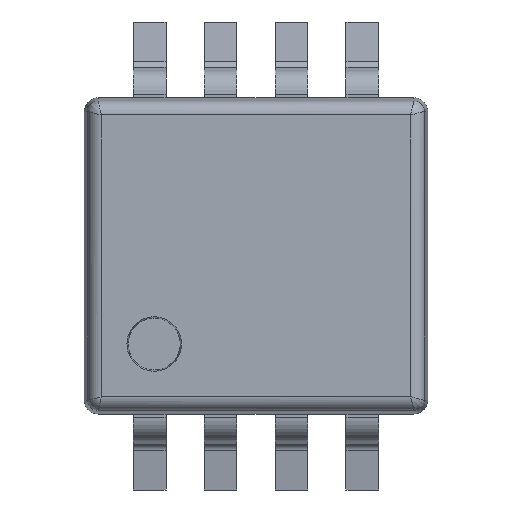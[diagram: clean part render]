
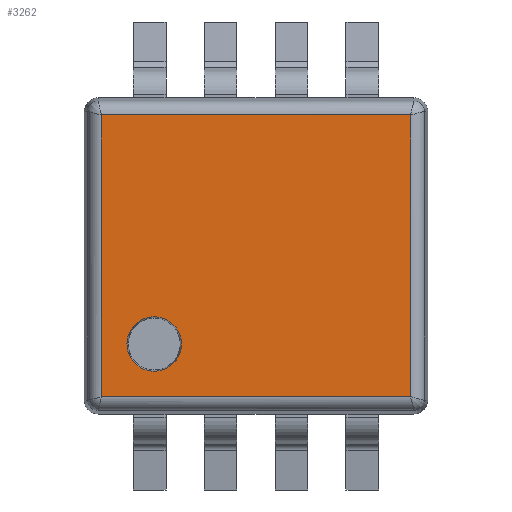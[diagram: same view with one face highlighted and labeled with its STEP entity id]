
A CAD part, top view. The second image highlights one B-rep face of the part: STEP entity #3262.
In plain terms, the highlighted planar face has unit normal (0, 0, 1).
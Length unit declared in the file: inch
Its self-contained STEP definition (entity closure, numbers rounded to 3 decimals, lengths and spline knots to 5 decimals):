
#358 = DIRECTION ( 'NONE',  ( -1., 0., 0. ) ) ;
#428 = CIRCLE ( 'NONE', #4039, 0.00984 ) ;
#448 = CARTESIAN_POINT ( 'NONE',  ( -0.03675, -0.03183, 0.04134 ) ) ;
#619 = CARTESIAN_POINT ( 'NONE',  ( 0.05579, -0.05087, 0.04134 ) ) ;
#1027 = VECTOR ( 'NONE', #6510, 39.37008 ) ;
#1078 = CIRCLE ( 'NONE', #4974, 0.00984 ) ;
#1256 = CARTESIAN_POINT ( 'NONE',  ( -0.05579, -0.05209, 0.04134 ) ) ;
#1694 = DIRECTION ( 'NONE',  ( 1., 0., 0. ) ) ;
#1766 = VERTEX_POINT ( 'NONE', #619 ) ;
#1772 = DIRECTION ( 'NONE',  ( 0., 0., 1. ) ) ;
#1798 = EDGE_CURVE ( 'NONE', #7306, #6349, #1078, .T. ) ;
#1811 = CARTESIAN_POINT ( 'NONE',  ( -0.04659, -0.03183, 0.04134 ) ) ;
#2589 = CARTESIAN_POINT ( 'NONE',  ( 0.05701, -0.05087, 0.04134 ) ) ;
#2616 = CARTESIAN_POINT ( 'NONE',  ( 0.05579, 0.05087, 0.04134 ) ) ;
#2693 = VECTOR ( 'NONE', #2987, 39.37008 ) ;
#2987 = DIRECTION ( 'NONE',  ( 0., -1., 0. ) ) ;
#3095 = DIRECTION ( 'NONE',  ( 1., 0., 0. ) ) ;
#3262 = ADVANCED_FACE ( 'NONE', ( #7460, #7974 ), #5370, .T. ) ;
#3410 = EDGE_CURVE ( 'NONE', #1766, #6538, #6476, .T. ) ;
#3687 = DIRECTION ( 'NONE',  ( 0., 0., 1. ) ) ;
#3728 = CARTESIAN_POINT ( 'NONE',  ( -0.03675, -0.03183, 0.04134 ) ) ;
#3875 = EDGE_CURVE ( 'NONE', #6538, #7180, #6946, .T. ) ;
#4039 = AXIS2_PLACEMENT_3D ( 'NONE', #448, #1772, #3095 ) ;
#4099 = AXIS2_PLACEMENT_3D ( 'NONE', #7933, #6777, #1694 ) ;
#4107 = ORIENTED_EDGE ( 'NONE', *, *, #3410, .T. ) ;
#4741 = EDGE_LOOP ( 'NONE', ( #6697, #5387, #8258, #4107 ) ) ;
#4936 = VECTOR ( 'NONE', #358, 39.37008 ) ;
#4974 = AXIS2_PLACEMENT_3D ( 'NONE', #3728, #3687, #5728 ) ;
#5196 = DIRECTION ( 'NONE',  ( 1., 0., 0. ) ) ;
#5265 = VERTEX_POINT ( 'NONE', #6850 ) ;
#5324 = CARTESIAN_POINT ( 'NONE',  ( -0.02691, -0.03183, 0.04134 ) ) ;
#5370 = PLANE ( 'NONE',  #4099 ) ;
#5387 = ORIENTED_EDGE ( 'NONE', *, *, #6234, .T. ) ;
#5728 = DIRECTION ( 'NONE',  ( 1., 0., 0. ) ) ;
#5857 = CARTESIAN_POINT ( 'NONE',  ( 0.05579, 0.05209, 0.04134 ) ) ;
#6045 = ORIENTED_EDGE ( 'NONE', *, *, #1798, .F. ) ;
#6229 = CARTESIAN_POINT ( 'NONE',  ( -0.05701, 0.05087, 0.04134 ) ) ;
#6234 = EDGE_CURVE ( 'NONE', #7180, #5265, #7011, .T. ) ;
#6349 = VERTEX_POINT ( 'NONE', #5324 ) ;
#6455 = EDGE_CURVE ( 'NONE', #6349, #7306, #428, .T. ) ;
#6476 = LINE ( 'NONE', #5857, #1027 ) ;
#6510 = DIRECTION ( 'NONE',  ( 0., 1., 0. ) ) ;
#6538 = VERTEX_POINT ( 'NONE', #2616 ) ;
#6697 = ORIENTED_EDGE ( 'NONE', *, *, #3875, .T. ) ;
#6777 = DIRECTION ( 'NONE',  ( 0., 0., 1. ) ) ;
#6850 = CARTESIAN_POINT ( 'NONE',  ( -0.05579, -0.05087, 0.04134 ) ) ;
#6946 = LINE ( 'NONE', #6229, #4936 ) ;
#7011 = LINE ( 'NONE', #1256, #2693 ) ;
#7095 = EDGE_CURVE ( 'NONE', #5265, #1766, #7867, .T. ) ;
#7180 = VERTEX_POINT ( 'NONE', #7450 ) ;
#7306 = VERTEX_POINT ( 'NONE', #1811 ) ;
#7311 = EDGE_LOOP ( 'NONE', ( #7638, #6045 ) ) ;
#7330 = VECTOR ( 'NONE', #5196, 39.37008 ) ;
#7450 = CARTESIAN_POINT ( 'NONE',  ( -0.05579, 0.05087, 0.04134 ) ) ;
#7460 = FACE_BOUND ( 'NONE', #7311, .T. ) ;
#7638 = ORIENTED_EDGE ( 'NONE', *, *, #6455, .F. ) ;
#7867 = LINE ( 'NONE', #2589, #7330 ) ;
#7933 = CARTESIAN_POINT ( 'NONE',  ( -0.05701, -0.05209, 0.04134 ) ) ;
#7974 = FACE_OUTER_BOUND ( 'NONE', #4741, .T. ) ;
#8258 = ORIENTED_EDGE ( 'NONE', *, *, #7095, .T. ) ;
